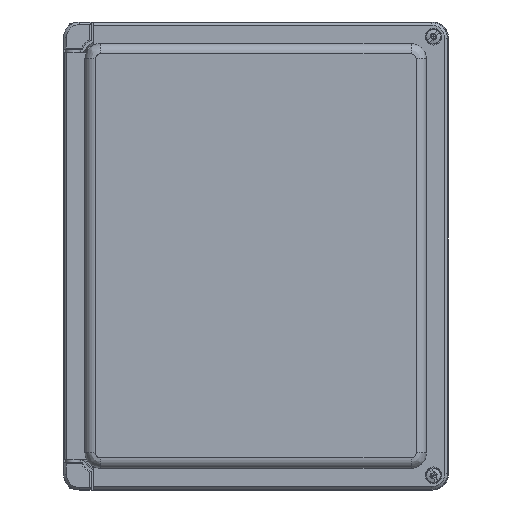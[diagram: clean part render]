
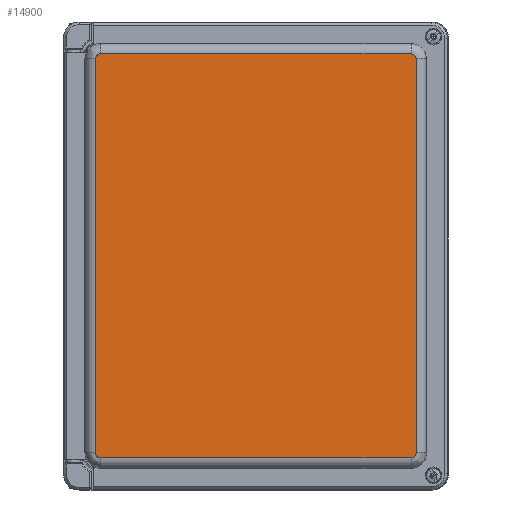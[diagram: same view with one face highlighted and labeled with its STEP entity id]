
A CAD part, top view. The second image highlights one B-rep face of the part: STEP entity #14900.
In plain terms, the highlighted planar face has unit normal (0, 0, 1).
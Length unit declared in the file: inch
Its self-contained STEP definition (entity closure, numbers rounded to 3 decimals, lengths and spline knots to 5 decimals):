
#931=PLANE($,#16534);
#1824=LINE($,#29649,#2920);
#1826=LINE($,#29684,#2922);
#1828=LINE($,#29688,#2924);
#1829=LINE($,#29719,#2925);
#2920=VECTOR($,#20482,7.45704);
#2922=VECTOR($,#20502,9.45704);
#2924=VECTOR($,#20506,9.45704);
#2925=VECTOR($,#20523,7.45704);
#4149=FACE_OUTER_BOUND($,#5150,.T.);
#5150=EDGE_LOOP($,(#12897,#12898,#12899,#12900,#12901,#12902,#12903,#12904));
#6054=CIRCLE($,#16518,0.12012);
#6056=CIRCLE($,#16520,0.12012);
#6062=CIRCLE($,#16528,0.12012);
#6064=CIRCLE($,#16530,0.12012);
#7305=VERTEX_POINT($,#29646);
#7306=VERTEX_POINT($,#29648);
#7309=VERTEX_POINT($,#29663);
#7310=VERTEX_POINT($,#29676);
#7312=VERTEX_POINT($,#29682);
#7313=VERTEX_POINT($,#29687);
#7315=VERTEX_POINT($,#29700);
#7316=VERTEX_POINT($,#29713);
#9237=EDGE_CURVE($,#7305,#7306,#1824,.T.);
#9241=EDGE_CURVE($,#7309,#7305,#6054,.T.);
#9243=EDGE_CURVE($,#7306,#7310,#6056,.T.);
#9247=EDGE_CURVE($,#7312,#7309,#1826,.T.);
#9249=EDGE_CURVE($,#7310,#7313,#1828,.T.);
#9252=EDGE_CURVE($,#7315,#7312,#6062,.T.);
#9254=EDGE_CURVE($,#7313,#7316,#6064,.T.);
#9257=EDGE_CURVE($,#7316,#7315,#1829,.T.);
#12897=ORIENTED_EDGE($,*,*,#9237,.F.);
#12898=ORIENTED_EDGE($,*,*,#9241,.F.);
#12899=ORIENTED_EDGE($,*,*,#9247,.F.);
#12900=ORIENTED_EDGE($,*,*,#9252,.F.);
#12901=ORIENTED_EDGE($,*,*,#9257,.F.);
#12902=ORIENTED_EDGE($,*,*,#9254,.F.);
#12903=ORIENTED_EDGE($,*,*,#9249,.F.);
#12904=ORIENTED_EDGE($,*,*,#9243,.F.);
#14900=ADVANCED_FACE($,(#4149),#931,.T.);
#16518=AXIS2_PLACEMENT_3D($,#29665,#20488,#20489);
#16520=AXIS2_PLACEMENT_3D($,#29677,#20492,#20493);
#16528=AXIS2_PLACEMENT_3D($,#29702,#20511,#20512);
#16530=AXIS2_PLACEMENT_3D($,#29714,#20515,#20516);
#16534=AXIS2_PLACEMENT_3D($,#29721,#20525,#20526);
#20482=DIRECTION($,(-1.,0.,0.));
#20488=DIRECTION('center_axis',(0.,0.,-1.));
#20489=DIRECTION('ref_axis',(0.707,-0.707,0.));
#20492=DIRECTION('center_axis',(0.,0.,-1.));
#20493=DIRECTION('ref_axis',(-0.707,-0.707,0.));
#20502=DIRECTION($,(0.,-1.,0.));
#20506=DIRECTION($,(0.,1.,0.));
#20511=DIRECTION('center_axis',(0.,0.,-1.));
#20512=DIRECTION('ref_axis',(0.707,0.707,0.));
#20515=DIRECTION('center_axis',(0.,0.,-1.));
#20516=DIRECTION('ref_axis',(-0.707,0.707,0.));
#20523=DIRECTION($,(1.,0.,0.));
#20525=DIRECTION('center_axis',(0.,0.,1.));
#20526=DIRECTION('ref_axis',(1.,0.,0.));
#29646=CARTESIAN_POINT('',(3.72852,-4.84863,1.));
#29648=CARTESIAN_POINT('',(-3.72852,-4.84863,1.));
#29649=CARTESIAN_POINT($,(3.72852,-4.84863,1.));
#29663=CARTESIAN_POINT('',(3.84863,-4.72852,1.));
#29665=CARTESIAN_POINT('Origin',(3.72852,-4.72852,1.));
#29676=CARTESIAN_POINT('',(-3.84863,-4.72852,1.));
#29677=CARTESIAN_POINT('Origin',(-3.72852,-4.72852,1.));
#29682=CARTESIAN_POINT('',(3.84863,4.72852,1.));
#29684=CARTESIAN_POINT($,(3.84863,4.72852,1.));
#29687=CARTESIAN_POINT('',(-3.84863,4.72852,1.));
#29688=CARTESIAN_POINT($,(-3.84863,-4.72852,1.));
#29700=CARTESIAN_POINT('',(3.72852,4.84863,1.));
#29702=CARTESIAN_POINT('Origin',(3.72852,4.72852,1.));
#29713=CARTESIAN_POINT('',(-3.72852,4.84863,1.));
#29714=CARTESIAN_POINT('Origin',(-3.72852,4.72852,1.));
#29719=CARTESIAN_POINT($,(-3.72852,4.84863,1.));
#29721=CARTESIAN_POINT('Origin',(0.,0.,1.));
